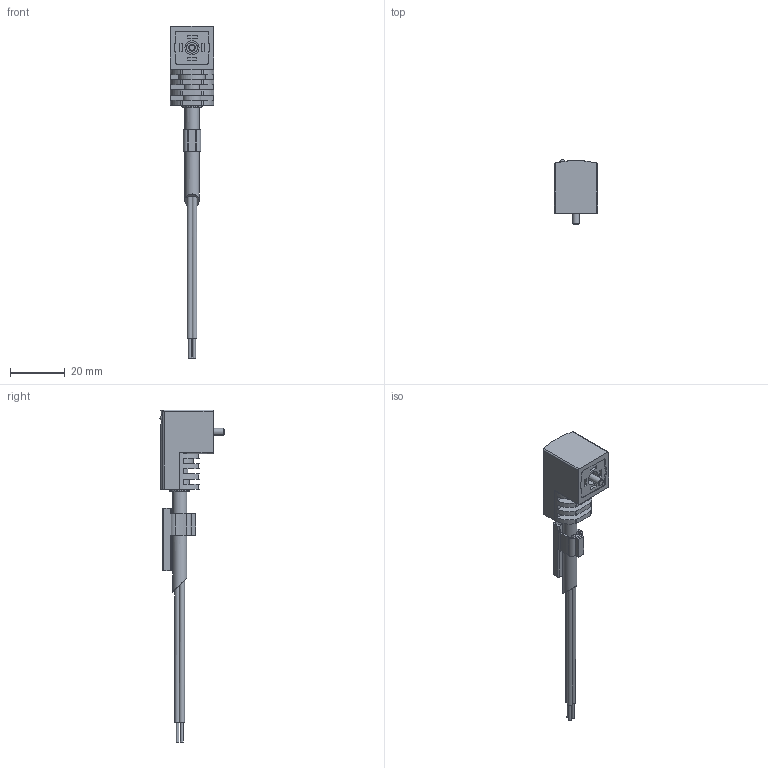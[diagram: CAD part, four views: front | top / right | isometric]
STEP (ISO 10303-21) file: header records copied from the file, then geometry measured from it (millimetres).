
FILE_DESCRIPTION(/* description */ ('STEP AP214'),/* implementation_level */ '2;1');
FILE_NAME(/* name */ '151688_KMEB-1-24-2_5-LED',/* time_stamp */ '2024-08-22T13:43:53+02:00',/* author */ ('License CC BY-ND 4.0'),/* organization */ ('CADENAS'),/* preprocessor_version */ 'ST-DEVELOPER v19.3',/* originating_system */ 'PARTsolutions',/* authorisation */ ' ');
FILE_SCHEMA (('AUTOMOTIVE_DESIGN {1 0 10303 214 3 1 1}'));
Length unit declared in the file: millimetre
Products named in the file (3): 151688 KMEB-1-24-2.5-LED; 151688 KMEB-1-24-2.5-LED---(part); 1051830 ASCF-M-23-C DM 4.0-5.6
Assembly tree (2 placements, depth 2):
  151688 KMEB-1-24-2.5-LED
    151688 KMEB-1-24-2.5-LED---(part)
    1051830 ASCF-M-23-C DM 4.0-5.6
Bounding box: 16 x 23.55 x 121.85 mm (x, y, z)
Volume: 8552 mm3; surface area: 5697.7 mm2
Topology: 2 solids, 2 shells, 209 faces, 557 edges, 371 vertices
Faces by surface type: plane 121, cylinder 84, sphere 2, torus 1, cone 1
Full cylindrical faces by diameter (mm): 1 x3, 2.5 x1, 3 x1, 4 x1, 5 x1, 5.2 x2, 7.5 x1
Entity records: 7384 total; most frequent: DIRECTION 1148, CARTESIAN_POINT 1146, ORIENTED_EDGE 1074, EDGE_CURVE 537, AXIS2_PLACEMENT_3D 405, VERTEX_POINT 365, LINE 338, VECTOR 338
